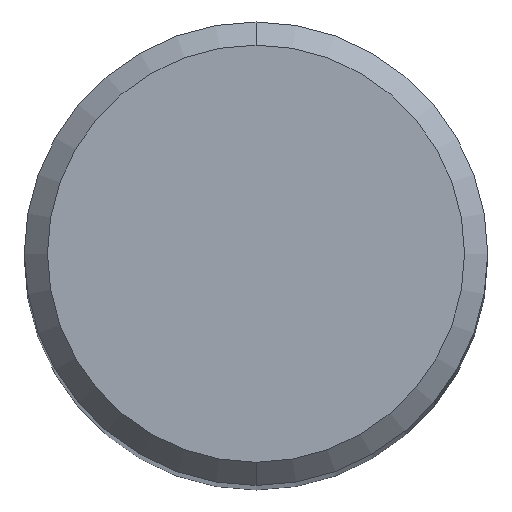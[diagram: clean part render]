
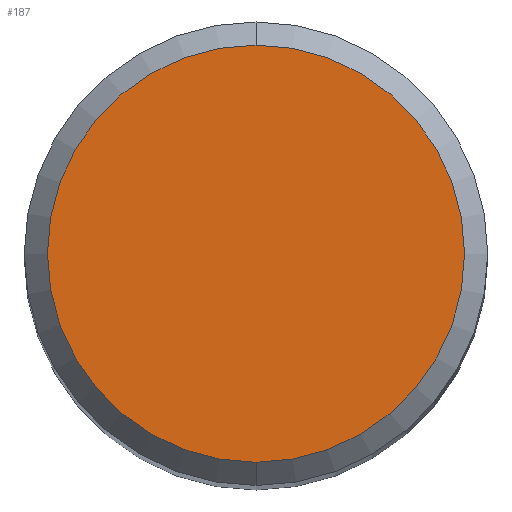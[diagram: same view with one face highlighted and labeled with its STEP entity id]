
A CAD part, top view. The second image highlights one B-rep face of the part: STEP entity #187.
In plain terms, the highlighted planar face has unit normal (0, 0, 1).
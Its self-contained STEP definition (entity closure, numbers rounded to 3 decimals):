
#125=EDGE_CURVE('',#221,#151,#282,.T.);
#151=VERTEX_POINT('',#310);
#159=EDGE_CURVE('',#151,#221,#319,.T.);
#187=ADVANCED_FACE('',(#348),#349,.T.);
#221=VERTEX_POINT('',#387);
#282=CIRCLE('',#447,3.6);
#310=CARTESIAN_POINT('',(0.,-3.6,0.0));
#319=CIRCLE('',#492,3.6);
#348=FACE_OUTER_BOUND('',#536,.T.);
#349=PLANE('',#537);
#387=CARTESIAN_POINT('',(0.0,3.6,0.0));
#447=AXIS2_PLACEMENT_3D('',#650,#651,#652);
#492=AXIS2_PLACEMENT_3D('',#695,#696,#697);
#536=EDGE_LOOP('',(#727,#728));
#537=AXIS2_PLACEMENT_3D('',#729,#730,#731);
#650=CARTESIAN_POINT('',(0.0,0.0,0.0));
#651=DIRECTION('',(0.0,0.0,-1.0));
#652=DIRECTION('',(0.0,1.0,0.0));
#695=CARTESIAN_POINT('',(0.0,0.0,0.0));
#696=DIRECTION('',(0.0,0.0,-1.0));
#697=DIRECTION('',(0.0,1.0,0.0));
#727=ORIENTED_EDGE('',*,*,#125,.F.);
#728=ORIENTED_EDGE('',*,*,#159,.F.);
#729=CARTESIAN_POINT('',(0.0,1.8,0.0));
#730=DIRECTION('',(-0.0,0.0,1.0));
#731=DIRECTION('',(0.0,-1.0,0.0));
